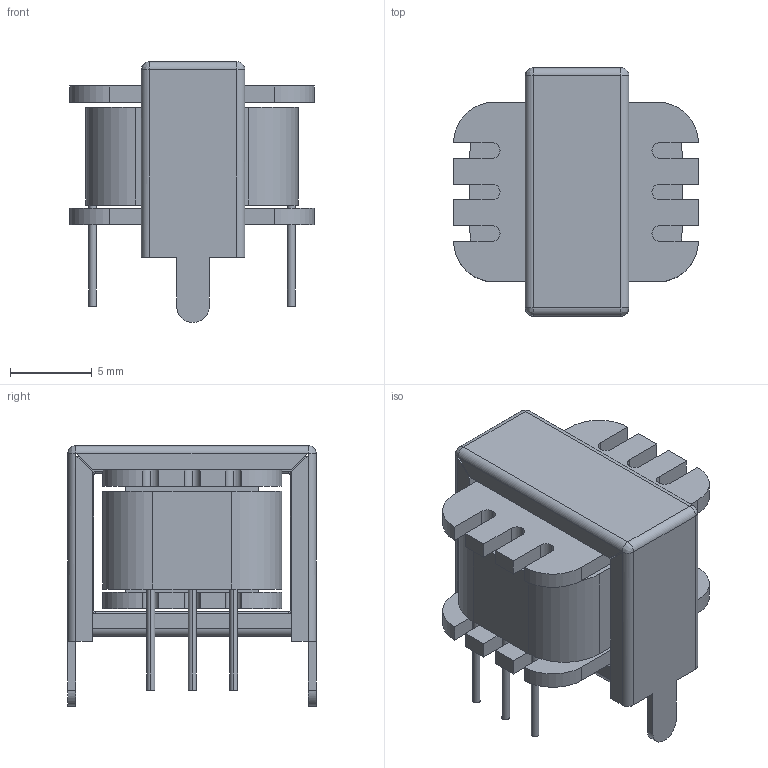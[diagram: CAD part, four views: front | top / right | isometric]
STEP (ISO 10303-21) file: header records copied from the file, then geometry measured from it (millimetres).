
FILE_DESCRIPTION (( 'STEP AP214' ), '1' );
FILE_NAME ('User Library-XFMR_Xicon_42TL.STEP', '2010-12-23T06:30:50', ( 'Solidworks' ), ( 'Solidworks' ), 'SwSTEP 2.0', 'SolidWorks 2011', '' );
FILE_SCHEMA (( 'AUTOMOTIVE_DESIGN' ));
Length unit declared in the file: millimetre
Products named in the file (3): User Library-XFMR_Xicon_42TL_xfm_cover_bracket_1; User Library-XFMR_Xicon_42TL_bobbin001_1; User Library-XFMR_Xicon_42TL
Assembly tree (2 placements, depth 2):
  User Library-XFMR_Xicon_42TL
    User Library-XFMR_Xicon_42TL_bobbin001_1
    User Library-XFMR_Xicon_42TL_xfm_cover_bracket_1
Bounding box: 15.01 x 15.24 x 16 mm (x, y, z)
Volume: 1791.8 mm3; surface area: 2742.4 mm2
Topology: 11 solids, 11 shells, 212 faces, 531 edges, 338 vertices
Faces by surface type: plane 123, cylinder 77, bspline 12
Entity records: 8947 total; most frequent: CARTESIAN_POINT 1374, ORIENTED_EDGE 1054, DIRECTION 1048, EDGE_CURVE 527, AXIS2_PLACEMENT_3D 350, VECTOR 348, LINE 348, VERTEX_POINT 338
